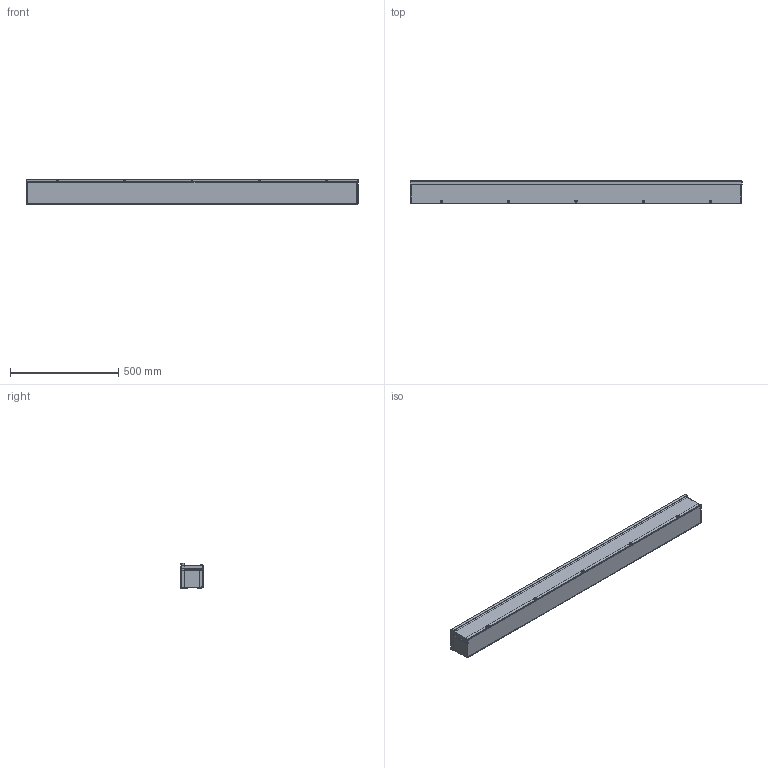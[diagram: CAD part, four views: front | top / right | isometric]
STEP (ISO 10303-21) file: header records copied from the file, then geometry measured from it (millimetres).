
FILE_DESCRIPTION(/* description */ ('RSCG, NK, NEMA 3R, GALV, BLR, 4X4X60'),/* implementation_level */ '2;1');
FILE_NAME(/* name */ 'RSCG040460GNK.stp',/* time_stamp */ '2015-07-13T10:52:46+05:00',/* author */ ('vdas'),/* organization */ (''),/* preprocessor_version */ 'ST-DEVELOPER v15.2',/* originating_system */ 'Autodesk Inventor 2014',/* authorisation */ '');
FILE_SCHEMA (('AUTOMOTIVE_DESIGN { 1 0 10303 214 3 1 1 }'));
Length unit declared in the file: inch
Products named in the file (8): RSCG040460GNKBLR; RSCG0460GNKBTM; RSCG0460GNKCAP; RSCG60GNKSTRAP; RSCG0460GNKLID; 31813; HFW372196; RSCG040460GNK
Bounding box: 1533.53 x 104.76 x 115.9 mm (x, y, z)
Volume: 1296972.3 mm3; surface area: 1678554.8 mm2
Topology: 15 solids, 15 shells, 745 faces, 2021 edges, 1329 vertices
Faces by surface type: plane 340, cylinder 244, cone 78, torus 46, bspline 37
Full cylindrical faces by diameter (mm): 3.68 x10, 4.826 x80, 6.35 x7, 7.144 x4, 7.925 x5, 10.516 x5
Entity records: 17136 total; most frequent: CARTESIAN_POINT 6221, ORIENTED_EDGE 2144, DIRECTION 2118, EDGE_CURVE 1072, AXIS2_PLACEMENT_3D 777, VERTEX_POINT 697, LINE 564, VECTOR 564
